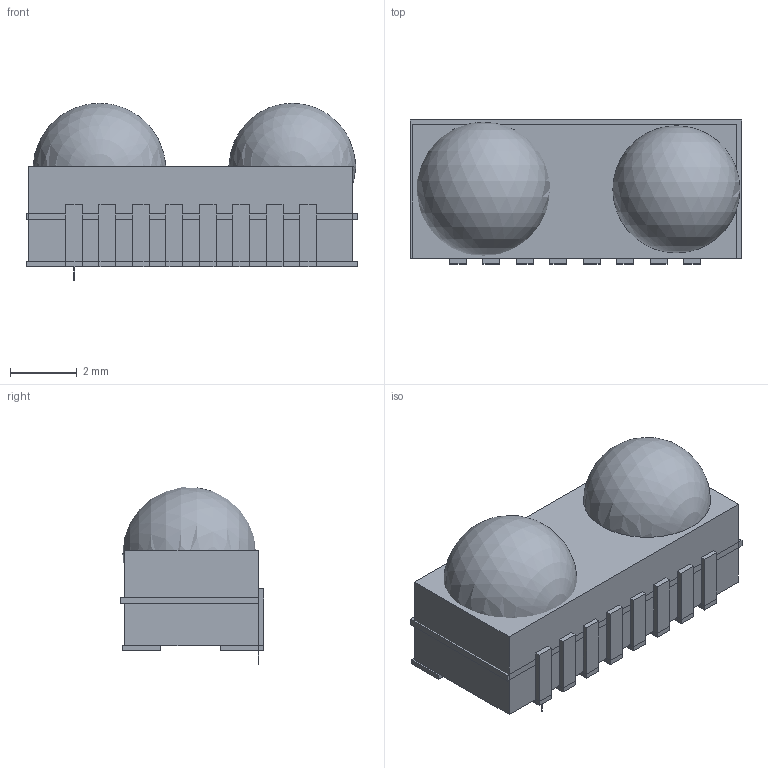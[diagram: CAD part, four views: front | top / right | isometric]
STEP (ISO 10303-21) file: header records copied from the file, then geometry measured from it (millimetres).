
FILE_DESCRIPTION (( 'STEP AP214' ), '1' );
FILE_NAME ('SW3dPS-TFDU4101.STEP', '2009-05-14T01:02:08', ( 'SysAdmin' ), ( 'SolidWorks' ), 'SwSTEP 2.0', 'SolidWorks 2009', '' );
FILE_SCHEMA (( 'AUTOMOTIVE_DESIGN' ));
Length unit declared in the file: millimetre
Products named in the file (17): SW3dPS-TFDU4101_Extruded1; SW3dPS-TFDU4101_352700240; SW3dPS-TFDU4101_Extruded2; SW3dPS-TFDU4101_352700368; SW3dPS-TFDU4101_Board; SW3dPS-TFDU4101_Sphere1; SW3dPS-TFDU4101_352468784; SW3dPS-TFDU4101_Open CASCADE STEP translator 6.2 189.2; SW3dPS-TFDU4101; SW3dPS-TFDU4101_352700624; SW3dPS-TFDU4101_352700112; SW3dPS-TFDU4101_352699984; SW3dPS-TFDU4101_352469232; SW3dPS-TFDU4101_Sphere; SW3dPS-TFDU4101_Extruded4; SW3dPS-TFDU4101_Extruded3; SW3dPS-TFDU4101_Extruded
Assembly tree (30 placements, depth 4):
  SW3dPS-TFDU4101
    SW3dPS-TFDU4101_Open CASCADE STEP translator 6.2 189.2
      SW3dPS-TFDU4101_352700112
        SW3dPS-TFDU4101_Extruded3
      SW3dPS-TFDU4101_352700368  x8
        SW3dPS-TFDU4101_Extruded2
      SW3dPS-TFDU4101_352700240  x8
        SW3dPS-TFDU4101_Extruded1
      SW3dPS-TFDU4101_352700624
        SW3dPS-TFDU4101_Extruded
      SW3dPS-TFDU4101_352469232
        SW3dPS-TFDU4101_Sphere
      SW3dPS-TFDU4101_352468784
        SW3dPS-TFDU4101_Sphere1
      SW3dPS-TFDU4101_352699984
        SW3dPS-TFDU4101_Extruded4
    SW3dPS-TFDU4101_Board
Bounding box: 9.91 x 4.31 x 5.3 mm (x, y, z)
Volume: 184.7 mm3; surface area: 400.7 mm2
Topology: 22 solids, 22 shells, 124 faces, 256 edges, 168 vertices
Faces by surface type: plane 120, sphere 4
Entity records: 1690 total; most frequent: DIRECTION 242, CARTESIAN_POINT 209, ORIENTED_EDGE 152, AXIS2_PLACEMENT_3D 85, EDGE_CURVE 76, VECTOR 72, LINE 72, VERTEX_POINT 52
